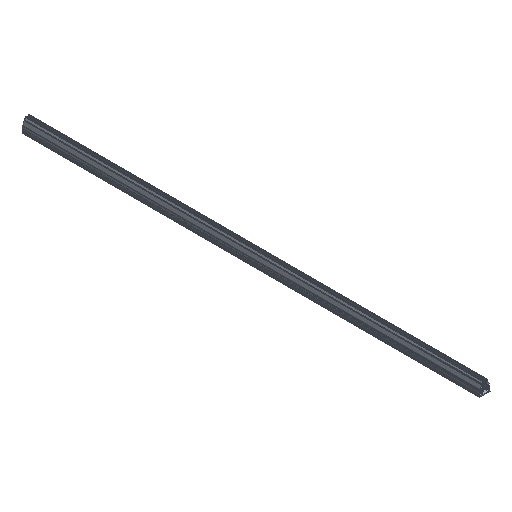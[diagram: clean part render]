
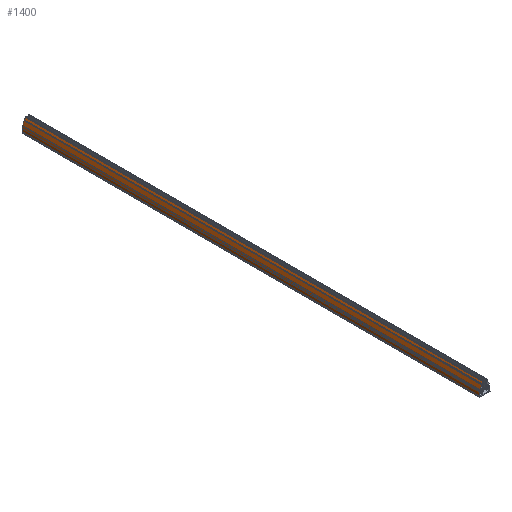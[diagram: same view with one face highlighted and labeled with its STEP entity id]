
A CAD part, isometric view. The second image highlights one B-rep face of the part: STEP entity #1400.
In plain terms, the highlighted cylindrical face has radius 260.818 mm (diameter 521.636 mm), a partial arc.
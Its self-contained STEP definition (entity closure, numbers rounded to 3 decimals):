
#1400 = ADVANCED_FACE( '', ( #2794 ), #2795, .T. );
#2794 = FACE_OUTER_BOUND( '', #4159, .T. );
#2795 = CYLINDRICAL_SURFACE( '', #4160, 260.818 );
#4159 = EDGE_LOOP( '', ( #7632, #7633, #7634, #7635 ) );
#4160 = AXIS2_PLACEMENT_3D( '', #7636, #7637, #7638 );
#7632 = ORIENTED_EDGE( '', *, *, #8208, .F. );
#7633 = ORIENTED_EDGE( '', *, *, #8788, .F. );
#7634 = ORIENTED_EDGE( '', *, *, #8533, .T. );
#7635 = ORIENTED_EDGE( '', *, *, #9175, .T. );
#7636 = CARTESIAN_POINT( '', ( 151.819, 5000., -7.5 ) );
#7637 = DIRECTION( '', ( 0., 1., 0. ) );
#7638 = DIRECTION( '', ( 0., 0., -1. ) );
#8208 = EDGE_CURVE( '', #9811, #9813, #9814, .T. );
#8533 = EDGE_CURVE( '', #10378, #10376, #10379, .T. );
#8788 = EDGE_CURVE( '', #10378, #9811, #10786, .T. );
#9175 = EDGE_CURVE( '', #10376, #9813, #11354, .T. );
#9811 = VERTEX_POINT( '', #12576 );
#9813 = VERTEX_POINT( '', #12578 );
#9814 = CIRCLE( '', #12579, 260.818 );
#10376 = VERTEX_POINT( '', #14407 );
#10378 = VERTEX_POINT( '', #14409 );
#10379 = CIRCLE( '', #14410, 260.818 );
#10786 = LINE( '', #16504, #16505 );
#11354 = LINE( '', #17964, #17965 );
#12576 = CARTESIAN_POINT( '', ( -69.647, 0., 130.264 ) );
#12578 = CARTESIAN_POINT( '', ( -108.999, 0., -6.999 ) );
#12579 = AXIS2_PLACEMENT_3D( '', #19516, #19517, #19518 );
#14407 = CARTESIAN_POINT( '', ( -108.999, 5000., -6.999 ) );
#14409 = CARTESIAN_POINT( '', ( -69.647, 5000., 130.264 ) );
#14410 = AXIS2_PLACEMENT_3D( '', #19896, #19897, #19898 );
#16504 = CARTESIAN_POINT( '', ( -69.647, 5000., 130.264 ) );
#16505 = VECTOR( '', #20194, 1000. );
#17964 = CARTESIAN_POINT( '', ( -108.999, 5000., -6.999 ) );
#17965 = VECTOR( '', #20676, 1000. );
#19516 = CARTESIAN_POINT( '', ( 151.819, 0., -7.5 ) );
#19517 = DIRECTION( '', ( 0., -1., 0. ) );
#19518 = DIRECTION( '', ( 1., 0., 0. ) );
#19896 = CARTESIAN_POINT( '', ( 151.819, 5000., -7.5 ) );
#19897 = DIRECTION( '', ( 0., -1., 0. ) );
#19898 = DIRECTION( '', ( 1., 0., 0. ) );
#20194 = DIRECTION( '', ( 0., -1., 0. ) );
#20676 = DIRECTION( '', ( 0., -1., 0. ) );
